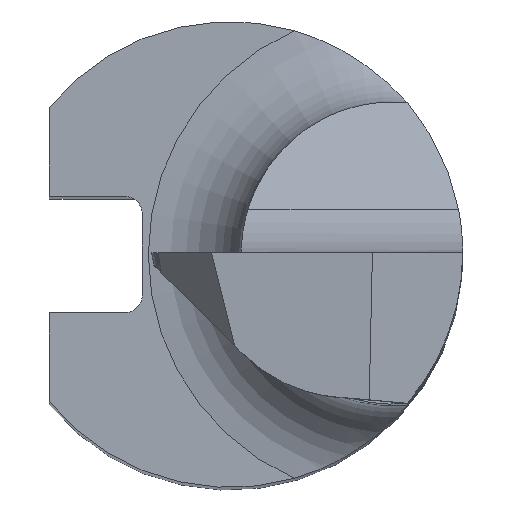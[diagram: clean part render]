
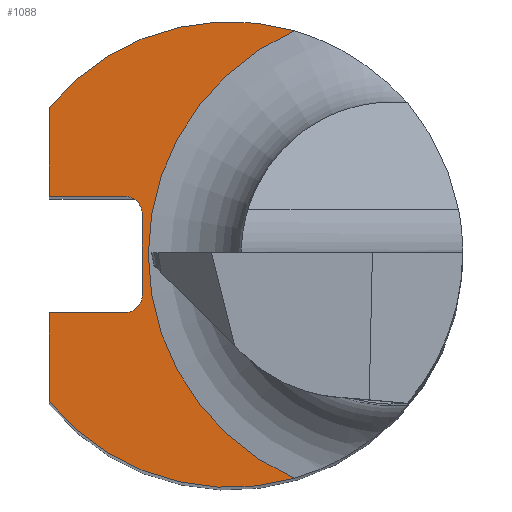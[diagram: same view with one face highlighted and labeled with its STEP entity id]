
A CAD part, top view. The second image highlights one B-rep face of the part: STEP entity #1088.
In plain terms, the highlighted planar face has unit normal (0, 0, 1).
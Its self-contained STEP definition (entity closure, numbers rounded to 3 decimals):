
#11 = CARTESIAN_POINT ( 'NONE',  ( -0.893, -0.5, 14. ) ) ;
#14 = CARTESIAN_POINT ( 'NONE',  ( -0.902, 0.5, 14. ) ) ;
#25 = EDGE_CURVE ( 'NONE', #804, #284, #494, .T. ) ;
#34 = DIRECTION ( 'NONE',  ( -1., 0., 0. ) ) ;
#38 = CARTESIAN_POINT ( 'NONE',  ( -0.791, 0.451, 14. ) ) ;
#45 = CARTESIAN_POINT ( 'NONE',  ( -1.55, 1.264, 14. ) ) ;
#50 = CARTESIAN_POINT ( 'NONE',  ( 0.554, 1.922, 14. ) ) ;
#52 = DIRECTION ( 'NONE',  ( -1., 0., 0. ) ) ;
#64 = DIRECTION ( 'NONE',  ( 0., 0., 1. ) ) ;
#78 = DIRECTION ( 'NONE',  ( 0., 0., -1. ) ) ;
#79 = ORIENTED_EDGE ( 'NONE', *, *, #536, .F. ) ;
#92 = CARTESIAN_POINT ( 'NONE',  ( -0.828, -0.48, 14. ) ) ;
#98 = CARTESIAN_POINT ( 'NONE',  ( -0.789, -0.449, 14. ) ) ;
#121 = CARTESIAN_POINT ( 'NONE',  ( -0.752, 0.353, 14. ) ) ;
#124 = ORIENTED_EDGE ( 'NONE', *, *, #202, .F. ) ;
#128 = CIRCLE ( 'NONE', #881, 2.1 ) ;
#144 = VERTEX_POINT ( 'NONE', #345 ) ;
#162 = VECTOR ( 'NONE', #215, 1000. ) ;
#180 = AXIS2_PLACEMENT_3D ( 'NONE', #926, #500, #769 ) ;
#192 = CARTESIAN_POINT ( 'NONE',  ( -1.55, -1.264, 14. ) ) ;
#198 = CARTESIAN_POINT ( 'NONE',  ( -0.779, 0.438, 14. ) ) ;
#202 = EDGE_CURVE ( 'NONE', #316, #870, #381, .T. ) ;
#215 = DIRECTION ( 'NONE',  ( 0., 1., 0. ) ) ;
#221 = EDGE_CURVE ( 'NONE', #284, #144, #1048, .T. ) ;
#231 = CIRCLE ( 'NONE', #633, 2. ) ;
#248 = PLANE ( 'NONE',  #704 ) ;
#271 = CARTESIAN_POINT ( 'NONE',  ( -0.763, -0.406, 14. ) ) ;
#272 = EDGE_CURVE ( 'NONE', #701, #870, #287, .T. ) ;
#279 = EDGE_CURVE ( 'NONE', #701, #325, #1063, .T. ) ;
#280 = CARTESIAN_POINT ( 'NONE',  ( -0.754, -0.375, 14. ) ) ;
#284 = VERTEX_POINT ( 'NONE', #192 ) ;
#287 = LINE ( 'NONE', #531, #542 ) ;
#297 = CARTESIAN_POINT ( 'NONE',  ( -0.83, 0.482, 14. ) ) ;
#299 = CARTESIAN_POINT ( 'NONE',  ( -1.55, 1.264, 14. ) ) ;
#304 = VECTOR ( 'NONE', #34, 1000. ) ;
#306 = CARTESIAN_POINT ( 'NONE',  ( -63.15, 0.5, 14. ) ) ;
#316 = VERTEX_POINT ( 'NONE', #386 ) ;
#325 = VERTEX_POINT ( 'NONE', #496 ) ;
#345 = CARTESIAN_POINT ( 'NONE',  ( -1.55, -0.5, 14. ) ) ;
#350 = CARTESIAN_POINT ( 'NONE',  ( -0.843, -0.489, 14. ) ) ;
#364 = CARTESIAN_POINT ( 'NONE',  ( -0.861, 0.495, 14. ) ) ;
#367 = CARTESIAN_POINT ( 'NONE',  ( -0.753, -0.367, 14. ) ) ;
#381 = B_SPLINE_CURVE_WITH_KNOTS ( 'NONE', 3,
 ( #849, #11, #697, #437, #691, #350, #92, #675, #770, #98, #1028, #598, #271, #603, #777, #280, #367, #452, #1029 ),
 .UNSPECIFIED., .F., .F.,
 ( 4, 3, 3, 3, 3, 3, 4 ),
 ( 0.001, 0.001, 0.001, 0.001, 0.001, 0.001, 0.001 ),
 .UNSPECIFIED. ) ;
#386 = CARTESIAN_POINT ( 'NONE',  ( -0.902, -0.5, 14. ) ) ;
#388 = LINE ( 'NONE', #306, #304 ) ;
#404 = CARTESIAN_POINT ( 'NONE',  ( -0.752, 0.35, 14. ) ) ;
#411 = VECTOR ( 'NONE', #785, 1000. ) ;
#431 = ORIENTED_EDGE ( 'NONE', *, *, #279, .F. ) ;
#437 = CARTESIAN_POINT ( 'NONE',  ( -0.876, -0.498, 14. ) ) ;
#439 = ORIENTED_EDGE ( 'NONE', *, *, #574, .F. ) ;
#445 = CARTESIAN_POINT ( 'NONE',  ( -0.753, 0.376, 14. ) ) ;
#449 = VERTEX_POINT ( 'NONE', #50 ) ;
#452 = CARTESIAN_POINT ( 'NONE',  ( -0.752, -0.358, 14. ) ) ;
#459 = CARTESIAN_POINT ( 'NONE',  ( -0.764, 0.408, 14. ) ) ;
#472 = CARTESIAN_POINT ( 'NONE',  ( -63.15, -0.5, 14. ) ) ;
#494 = CIRCLE ( 'NONE', #180, 2. ) ;
#496 = CARTESIAN_POINT ( 'NONE',  ( -0.902, 0.5, 14. ) ) ;
#500 = DIRECTION ( 'NONE',  ( 0., 0., -1. ) ) ;
#519 = CARTESIAN_POINT ( 'NONE',  ( -0.752, -0.35, 14. ) ) ;
#527 = CARTESIAN_POINT ( 'NONE',  ( -0.878, 0.498, 14. ) ) ;
#530 = ORIENTED_EDGE ( 'NONE', *, *, #25, .F. ) ;
#531 = CARTESIAN_POINT ( 'NONE',  ( -0.752, 0.5, 14. ) ) ;
#536 = EDGE_CURVE ( 'NONE', #601, #1018, #888, .T. ) ;
#542 = VECTOR ( 'NONE', #605, 1000. ) ;
#567 = CARTESIAN_POINT ( 'NONE',  ( 0., 0., 14. ) ) ;
#574 = EDGE_CURVE ( 'NONE', #325, #601, #388, .T. ) ;
#578 = VECTOR ( 'NONE', #52, 1000. ) ;
#582 = DIRECTION ( 'NONE',  ( -1., 0., 0. ) ) ;
#591 = EDGE_CURVE ( 'NONE', #316, #144, #621, .T. ) ;
#598 = CARTESIAN_POINT ( 'NONE',  ( -0.769, -0.421, 14. ) ) ;
#601 = VERTEX_POINT ( 'NONE', #1064 ) ;
#603 = CARTESIAN_POINT ( 'NONE',  ( -0.759, -0.396, 14. ) ) ;
#605 = DIRECTION ( 'NONE',  ( 0., -1., 0. ) ) ;
#609 = CARTESIAN_POINT ( 'NONE',  ( -1.55, 1.264, 14. ) ) ;
#615 = CARTESIAN_POINT ( 'NONE',  ( -0.752, 0.356, 14. ) ) ;
#621 = LINE ( 'NONE', #472, #578 ) ;
#624 = CARTESIAN_POINT ( 'NONE',  ( -0.845, 0.49, 14. ) ) ;
#633 = AXIS2_PLACEMENT_3D ( 'NONE', #567, #78, #901 ) ;
#673 = ORIENTED_EDGE ( 'NONE', *, *, #221, .F. ) ;
#675 = CARTESIAN_POINT ( 'NONE',  ( -0.813, -0.472, 14. ) ) ;
#691 = CARTESIAN_POINT ( 'NONE',  ( -0.859, -0.495, 14. ) ) ;
#696 = ORIENTED_EDGE ( 'NONE', *, *, #272, .T. ) ;
#697 = CARTESIAN_POINT ( 'NONE',  ( -0.884, -0.499, 14. ) ) ;
#701 = VERTEX_POINT ( 'NONE', #404 ) ;
#704 = AXIS2_PLACEMENT_3D ( 'NONE', #814, #64, #582 ) ;
#710 = ORIENTED_EDGE ( 'NONE', *, *, #862, .F. ) ;
#711 = CARTESIAN_POINT ( 'NONE',  ( -0.816, 0.474, 14. ) ) ;
#745 = EDGE_CURVE ( 'NONE', #1018, #449, #231, .T. ) ;
#768 = CARTESIAN_POINT ( 'NONE',  ( 0.554, -1.922, 14. ) ) ;
#769 = DIRECTION ( 'NONE',  ( -1., 0., 0. ) ) ;
#770 = CARTESIAN_POINT ( 'NONE',  ( -0.8, -0.461, 14. ) ) ;
#771 = CARTESIAN_POINT ( 'NONE',  ( -0.802, 0.463, 14. ) ) ;
#777 = CARTESIAN_POINT ( 'NONE',  ( -0.756, -0.386, 14. ) ) ;
#785 = DIRECTION ( 'NONE',  ( 0., 1., 0. ) ) ;
#795 = CARTESIAN_POINT ( 'NONE',  ( -0.77, 0.424, 14. ) ) ;
#804 = VERTEX_POINT ( 'NONE', #768 ) ;
#814 = CARTESIAN_POINT ( 'NONE',  ( 0.402, -0.122, 14. ) ) ;
#849 = CARTESIAN_POINT ( 'NONE',  ( -0.902, -0.5, 14. ) ) ;
#860 = CARTESIAN_POINT ( 'NONE',  ( 1.4, 0., 14. ) ) ;
#862 = EDGE_CURVE ( 'NONE', #449, #804, #128, .T. ) ;
#870 = VERTEX_POINT ( 'NONE', #519 ) ;
#871 = CARTESIAN_POINT ( 'NONE',  ( -0.752, 0.35, 14. ) ) ;
#877 = CARTESIAN_POINT ( 'NONE',  ( -0.757, 0.393, 14. ) ) ;
#881 = AXIS2_PLACEMENT_3D ( 'NONE', #860, #935, #929 ) ;
#888 = LINE ( 'NONE', #299, #162 ) ;
#901 = DIRECTION ( 'NONE',  ( -1., 0., 0. ) ) ;
#907 = ORIENTED_EDGE ( 'NONE', *, *, #591, .T. ) ;
#926 = CARTESIAN_POINT ( 'NONE',  ( 0., 0., 14. ) ) ;
#929 = DIRECTION ( 'NONE',  ( -1., 0., 0. ) ) ;
#935 = DIRECTION ( 'NONE',  ( 0., 0., 1. ) ) ;
#939 = CARTESIAN_POINT ( 'NONE',  ( -0.894, 0.5, 14. ) ) ;
#942 = CARTESIAN_POINT ( 'NONE',  ( -0.752, 0.359, 14. ) ) ;
#962 = CARTESIAN_POINT ( 'NONE',  ( -0.886, 0.499, 14. ) ) ;
#983 = FACE_OUTER_BOUND ( 'NONE', #1047, .T. ) ;
#1018 = VERTEX_POINT ( 'NONE', #45 ) ;
#1028 = CARTESIAN_POINT ( 'NONE',  ( -0.778, -0.436, 14. ) ) ;
#1029 = CARTESIAN_POINT ( 'NONE',  ( -0.752, -0.35, 14. ) ) ;
#1035 = ORIENTED_EDGE ( 'NONE', *, *, #745, .F. ) ;
#1047 = EDGE_LOOP ( 'NONE', ( #1035, #79, #439, #431, #696, #124, #907, #673, #530, #710 ) ) ;
#1048 = LINE ( 'NONE', #609, #411 ) ;
#1063 = B_SPLINE_CURVE_WITH_KNOTS ( 'NONE', 3,
 ( #871, #121, #615, #942, #445, #877, #459, #795, #198, #38, #771, #711, #297, #624, #364, #527, #962, #939, #14 ),
 .UNSPECIFIED., .F., .F.,
 ( 4, 3, 3, 3, 3, 3, 4 ),
 ( 0.001, 0.001, 0.001, 0.001, 0.001, 0.001, 0.001 ),
 .UNSPECIFIED. ) ;
#1064 = CARTESIAN_POINT ( 'NONE',  ( -1.55, 0.5, 14. ) ) ;
#1088 = ADVANCED_FACE ( 'NONE', ( #983 ), #248, .T. ) ;
